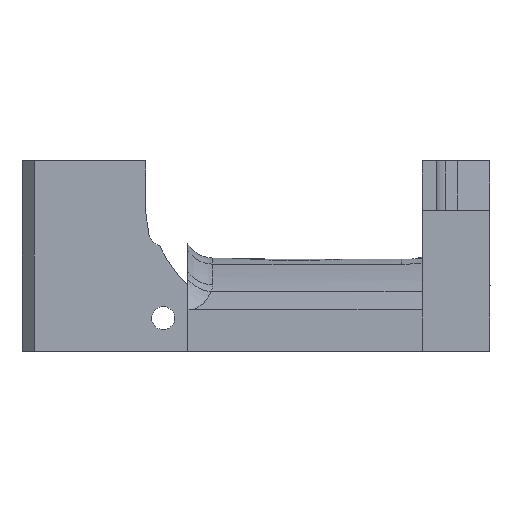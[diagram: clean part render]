
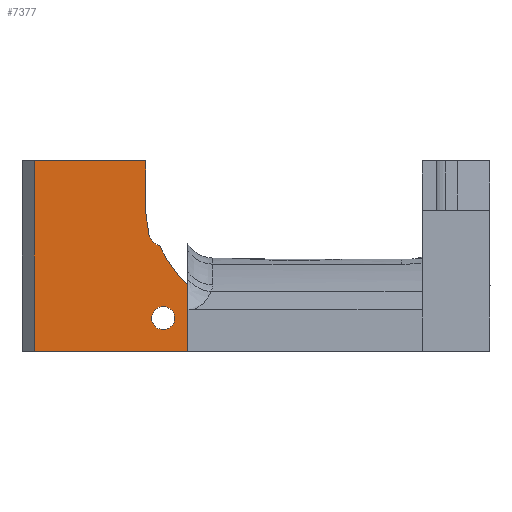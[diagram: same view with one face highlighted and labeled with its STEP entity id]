
A CAD part, left-side view. The second image highlights one B-rep face of the part: STEP entity #7377.
In plain terms, the highlighted planar face has unit normal (-1, 0, 0).
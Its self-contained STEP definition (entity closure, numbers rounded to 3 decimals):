
#370=B_SPLINE_CURVE_WITH_KNOTS('',3,(#13649,#13650,#13651,#13652,#13653,
#13654),.UNSPECIFIED.,.F.,.F.,(4,2,4),(-0.666,-0.55,
-0.07),.UNSPECIFIED.);
#371=B_SPLINE_CURVE_WITH_KNOTS('',3,(#13656,#13657,#13658,#13659,#13660,
#13661,#13662,#13663),.UNSPECIFIED.,.F.,.F.,(4,2,2,4),(-0.255,
-0.152,-0.076,-0.001),
 .UNSPECIFIED.);
#372=B_SPLINE_CURVE_WITH_KNOTS('',3,(#13665,#13666,#13667,#13668,#13669,
#13670),.UNSPECIFIED.,.F.,.F.,(4,2,4),(-0.274,-0.131,
-0.024),.UNSPECIFIED.);
#373=B_SPLINE_CURVE_WITH_KNOTS('',3,(#13671,#13672,#13673,#13674,#13675,
#13676),.UNSPECIFIED.,.F.,.F.,(4,2,4),(-0.591,-0.311,
0.),.UNSPECIFIED.);
#691=FACE_BOUND('',#1525,.T.);
#725=CIRCLE('',#7686,1.4);
#1092=FACE_OUTER_BOUND('',#1524,.T.);
#1524=EDGE_LOOP('',(#6158,#6159,#6160,#6161,#6162,#6163,#6164,#6165,#6166,
#6167,#6168,#6169));
#1525=EDGE_LOOP('',(#6170));
#2043=LINE('',#13546,#2615);
#2045=LINE('',#13551,#2617);
#2046=LINE('',#13553,#2618);
#2047=LINE('',#13554,#2619);
#2072=LINE('',#13614,#2644);
#2073=LINE('',#13616,#2645);
#2074=LINE('',#13618,#2646);
#2082=LINE('',#13647,#2654);
#2615=VECTOR('',#8490,10.);
#2617=VECTOR('',#8494,10.);
#2618=VECTOR('',#8495,10.);
#2619=VECTOR('',#8496,10.);
#2644=VECTOR('',#8543,10.);
#2645=VECTOR('',#8544,10.);
#2646=VECTOR('',#8545,10.);
#2654=VECTOR('',#8559,10.);
#3320=VERTEX_POINT('',#13539);
#3323=VERTEX_POINT('',#13544);
#3324=VERTEX_POINT('',#13548);
#3325=VERTEX_POINT('',#13550);
#3326=VERTEX_POINT('',#13552);
#3350=VERTEX_POINT('',#13613);
#3351=VERTEX_POINT('',#13615);
#3352=VERTEX_POINT('',#13617);
#3362=VERTEX_POINT('',#13646);
#3363=VERTEX_POINT('',#13648);
#3364=VERTEX_POINT('',#13655);
#3365=VERTEX_POINT('',#13664);
#3366=VERTEX_POINT('',#13677);
#4300=EDGE_CURVE('',#3323,#3320,#2043,.T.);
#4302=EDGE_CURVE('',#3324,#3325,#2045,.T.);
#4303=EDGE_CURVE('',#3326,#3325,#2046,.T.);
#4304=EDGE_CURVE('',#3326,#3323,#2047,.T.);
#4334=EDGE_CURVE('',#3320,#3350,#2072,.T.);
#4335=EDGE_CURVE('',#3350,#3351,#2073,.T.);
#4336=EDGE_CURVE('',#3351,#3352,#2074,.T.);
#4347=EDGE_CURVE('',#3362,#3324,#2082,.T.);
#4348=EDGE_CURVE('',#3363,#3362,#370,.T.);
#4349=EDGE_CURVE('',#3364,#3363,#371,.T.);
#4350=EDGE_CURVE('',#3365,#3364,#372,.T.);
#4351=EDGE_CURVE('',#3352,#3365,#373,.T.);
#4352=EDGE_CURVE('',#3366,#3366,#725,.T.);
#6158=ORIENTED_EDGE('',*,*,#4300,.F.);
#6159=ORIENTED_EDGE('',*,*,#4304,.F.);
#6160=ORIENTED_EDGE('',*,*,#4303,.T.);
#6161=ORIENTED_EDGE('',*,*,#4302,.F.);
#6162=ORIENTED_EDGE('',*,*,#4347,.F.);
#6163=ORIENTED_EDGE('',*,*,#4348,.F.);
#6164=ORIENTED_EDGE('',*,*,#4349,.F.);
#6165=ORIENTED_EDGE('',*,*,#4350,.F.);
#6166=ORIENTED_EDGE('',*,*,#4351,.F.);
#6167=ORIENTED_EDGE('',*,*,#4336,.F.);
#6168=ORIENTED_EDGE('',*,*,#4335,.F.);
#6169=ORIENTED_EDGE('',*,*,#4334,.F.);
#6170=ORIENTED_EDGE('',*,*,#4352,.F.);
#7031=PLANE('',#7685);
#7377=ADVANCED_FACE('',(#1092,#691),#7031,.F.);
#7685=AXIS2_PLACEMENT_3D('',#13645,#8557,#8558);
#7686=AXIS2_PLACEMENT_3D('',#13678,#8560,#8561);
#8490=DIRECTION('',(0.,0.,1.));
#8494=DIRECTION('',(0.,1.,0.));
#8495=DIRECTION('',(0.,-1.,0.));
#8496=DIRECTION('',(0.,1.,0.));
#8543=DIRECTION('',(0.,-1.,0.));
#8544=DIRECTION('',(0.,-1.,0.));
#8545=DIRECTION('',(0.,-1.,0.));
#8557=DIRECTION('center_axis',(1.,0.,0.));
#8558=DIRECTION('ref_axis',(0.,-1.,0.));
#8559=DIRECTION('',(0.,0.,-1.));
#8560=DIRECTION('center_axis',(-1.,0.,0.));
#8561=DIRECTION('ref_axis',(0.,0.,-1.));
#13539=CARTESIAN_POINT('',(-202.175,133.556,23.));
#13544=CARTESIAN_POINT('',(-202.175,133.556,0.));
#13546=CARTESIAN_POINT('',(-202.175,133.556,0.2));
#13548=CARTESIAN_POINT('',(-202.175,115.,0.));
#13550=CARTESIAN_POINT('',(-202.175,122.41,0.));
#13551=CARTESIAN_POINT('',(-202.175,125.75,0.));
#13552=CARTESIAN_POINT('',(-202.175,128.25,0.));
#13553=CARTESIAN_POINT('',(-202.175,128.25,0.));
#13554=CARTESIAN_POINT('',(-202.175,120.105,0.));
#13613=CARTESIAN_POINT('',(-202.175,127.333,23.));
#13614=CARTESIAN_POINT('',(-202.175,125.75,23.));
#13615=CARTESIAN_POINT('',(-202.175,123.667,23.));
#13616=CARTESIAN_POINT('',(-202.175,128.25,23.));
#13617=CARTESIAN_POINT('',(-202.175,120.105,23.));
#13618=CARTESIAN_POINT('',(-202.175,125.75,23.));
#13645=CARTESIAN_POINT('Origin',(-202.175,165.5,0.4));
#13646=CARTESIAN_POINT('',(-202.175,115.,7.89));
#13647=CARTESIAN_POINT('',(-202.175,115.,0.4));
#13648=CARTESIAN_POINT('',(-202.175,118.433,12.73));
#13649=CARTESIAN_POINT('Ctrl Pts',(-202.175,118.433,12.73));
#13650=CARTESIAN_POINT('Ctrl Pts',(-202.175,118.264,12.381));
#13651=CARTESIAN_POINT('Ctrl Pts',(-202.175,118.084,12.038));
#13652=CARTESIAN_POINT('Ctrl Pts',(-202.175,117.1,10.303));
#13653=CARTESIAN_POINT('Ctrl Pts',(-202.175,116.127,9.024));
#13654=CARTESIAN_POINT('Ctrl Pts',(-202.175,115.,7.89));
#13655=CARTESIAN_POINT('',(-202.175,119.72,14.126));
#13656=CARTESIAN_POINT('Ctrl Pts',(-202.175,119.72,14.126));
#13657=CARTESIAN_POINT('Ctrl Pts',(-202.175,119.677,13.92));
#13658=CARTESIAN_POINT('Ctrl Pts',(-202.175,119.599,13.722));
#13659=CARTESIAN_POINT('Ctrl Pts',(-202.175,119.41,13.409));
#13660=CARTESIAN_POINT('Ctrl Pts',(-202.175,119.284,13.238));
#13661=CARTESIAN_POINT('Ctrl Pts',(-202.175,118.895,12.919));
#13662=CARTESIAN_POINT('Ctrl Pts',(-202.175,118.672,12.802));
#13663=CARTESIAN_POINT('Ctrl Pts',(-202.175,118.433,12.73));
#13664=CARTESIAN_POINT('',(-202.177,120.077,16.596));
#13665=CARTESIAN_POINT('Ctrl Pts',(-202.175,120.074,16.597));
#13666=CARTESIAN_POINT('Ctrl Pts',(-202.175,120.034,16.123));
#13667=CARTESIAN_POINT('Ctrl Pts',(-202.175,119.981,15.652));
#13668=CARTESIAN_POINT('Ctrl Pts',(-202.175,119.858,14.828));
#13669=CARTESIAN_POINT('Ctrl Pts',(-202.175,119.795,14.476));
#13670=CARTESIAN_POINT('Ctrl Pts',(-202.175,119.721,14.126));
#13671=CARTESIAN_POINT('Ctrl Pts',(-202.175,120.105,23.));
#13672=CARTESIAN_POINT('Ctrl Pts',(-202.175,120.179,21.992));
#13673=CARTESIAN_POINT('Ctrl Pts',(-202.175,120.217,20.932));
#13674=CARTESIAN_POINT('Ctrl Pts',(-202.175,120.215,18.787));
#13675=CARTESIAN_POINT('Ctrl Pts',(-202.175,120.16,17.63));
#13676=CARTESIAN_POINT('Ctrl Pts',(-202.175,120.074,16.597));
#13677=CARTESIAN_POINT('',(-202.175,118.,5.4));
#13678=CARTESIAN_POINT('Origin',(-202.175,118.,4.));
